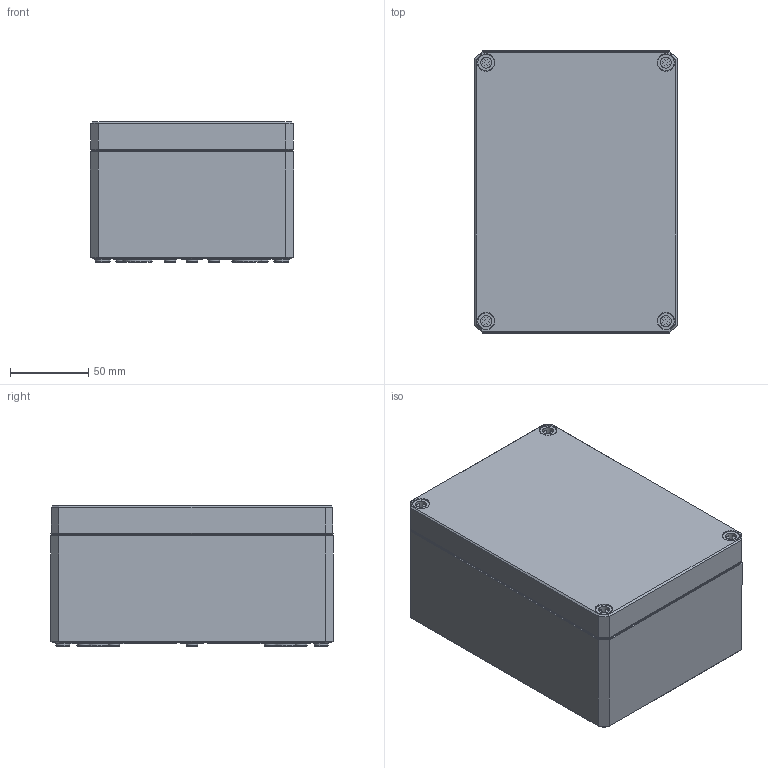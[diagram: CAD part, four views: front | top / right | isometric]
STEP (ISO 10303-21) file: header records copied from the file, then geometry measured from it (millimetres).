
FILE_DESCRIPTION(/* description */ (''),/* implementation_level */ '2;1');
FILE_NAME(/* name */ '0907108390 MBI-PC BK 181309 OK.stp',/* time_stamp */ '2023-11-03T12:56:25+01:00',/* author */ ('alexander.rose'),/* organization */ (''),/* preprocessor_version */ 'ST-DEVELOPER v18.1',/* originating_system */ 'Autodesk Inventor 2022',/* authorisation */ '');
FILE_SCHEMA (('AUTOMOTIVE_DESIGN { 1 0 10303 214 3 1 1 }'));
Products named in the file (5): 0907108390 MBI-PC BK 181309 OK; 0905108392-UT BK_181372 - O; 0903108391-OT_181318 Klar; Schraube _ M10 x 34 _ MBI - Index01 - BK; Dichtung_1813xx
Assembly tree (7 placements, depth 2):
  0907108390 MBI-PC BK 181309 OK
    0905108392-UT BK_181372 - O
    0903108391-OT_181318 Klar
    Schraube _ M10 x 34 _ MBI - Index01 - BK  x4
    Dichtung_1813xx
Bounding box: 130 x 180.5 x 89.7 mm (x, y, z)
Volume: 341919.3 mm3; surface area: 224214.2 mm2
Topology: 7 solids, 7 shells, 2474 faces, 6013 edges, 3720 vertices
Faces by surface type: plane 1011, bspline 513, cylinder 376, torus 342, cone 216, sphere 16
Full cylindrical faces by diameter (mm): 4.5 x4, 5 x4, 5.8 x8, 7 x4, 8.376 x4, 10 x2, 10.5 x4, 13.965 x2
Entity records: 74094 total; most frequent: CARTESIAN_POINT 22419, ORIENTED_EDGE 11130, DIRECTION 9810, EDGE_CURVE 5565, AXIS2_PLACEMENT_3D 3462, VERTEX_POINT 3438, LINE 2886, VECTOR 2886
